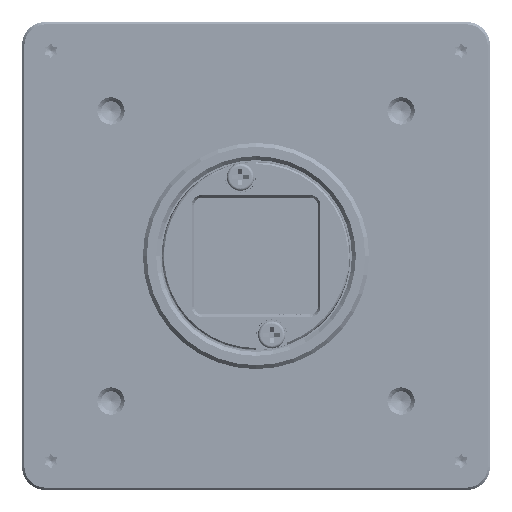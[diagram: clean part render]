
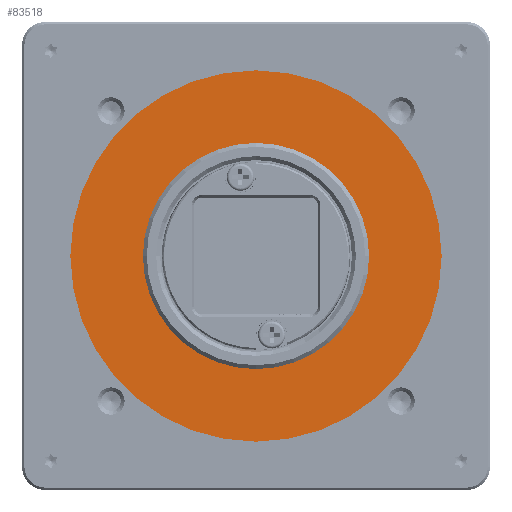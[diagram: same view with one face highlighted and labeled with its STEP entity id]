
A CAD part, front view. The second image highlights one B-rep face of the part: STEP entity #83518.
In plain terms, the highlighted planar face has unit normal (0, -1, 0).
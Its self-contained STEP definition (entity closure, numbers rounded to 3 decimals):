
#78873=CARTESIAN_POINT('',(0.,0.5,0.));
#78874=DIRECTION('',(0.,-1.,0.));
#78875=DIRECTION('',(1.,0.,0.));
#78876=AXIS2_PLACEMENT_3D('',#78873,#78874,#78875);
#78881=CARTESIAN_POINT('',(0.,0.5,0.));
#78882=DIRECTION('',(0.,-1.,0.));
#78883=DIRECTION('',(-1.,0.,0.));
#78884=AXIS2_PLACEMENT_3D('',#78881,#78882,#78883);
#78953=CARTESIAN_POINT('',(0.,0.5,0.));
#78954=DIRECTION('',(0.,-1.,0.));
#78955=DIRECTION('',(1.,0.,0.));
#78956=AXIS2_PLACEMENT_3D('',#78953,#78954,#78955);
#78961=CARTESIAN_POINT('',(0.,0.5,0.));
#78962=DIRECTION('',(0.,-1.,0.));
#78963=DIRECTION('',(-1.,0.,0.));
#78964=AXIS2_PLACEMENT_3D('',#78961,#78962,#78963);
#83139=CARTESIAN_POINT('',(-23.8,0.5,0.));
#83140=VERTEX_POINT('',#83139);
#83141=CARTESIAN_POINT('',(23.8,0.5,0.));
#83142=VERTEX_POINT('',#83141);
#83221=CARTESIAN_POINT('',(14.5,0.5,0.));
#83222=CARTESIAN_POINT('',(-14.5,0.5,0.));
#83223=VERTEX_POINT('',#83221);
#83224=VERTEX_POINT('',#83222);
#83503=CARTESIAN_POINT('',(0.,0.5,0.));
#83504=DIRECTION('',(0.,1.,0.));
#83505=DIRECTION('',(1.,0.,0.));
#83506=AXIS2_PLACEMENT_3D('',#83503,#83504,#83505);
#83507=PLANE('',#83506);
#83509=ORIENTED_EDGE('',*,*,#83508,.F.);
#83511=ORIENTED_EDGE('',*,*,#83510,.F.);
#83512=EDGE_LOOP('',(#83509,#83511));
#83513=FACE_OUTER_BOUND('',#83512,.F.);
#83514=ORIENTED_EDGE('',*,*,#83483,.T.);
#83515=ORIENTED_EDGE('',*,*,#83497,.T.);
#83516=EDGE_LOOP('',(#83514,#83515));
#83517=FACE_BOUND('',#83516,.F.);
#83518=ADVANCED_FACE('',(#83513,#83517),#83507,.F.);
#78877=CIRCLE('',#78876,14.5);
#78885=CIRCLE('',#78884,14.5);
#78957=CIRCLE('',#78956,23.8);
#78965=CIRCLE('',#78964,23.8);
#83483=EDGE_CURVE('',#83223,#83224,#78877,.T.);
#83497=EDGE_CURVE('',#83224,#83223,#78885,.T.);
#83508=EDGE_CURVE('',#83142,#83140,#78957,.T.);
#83510=EDGE_CURVE('',#83140,#83142,#78965,.T.);
